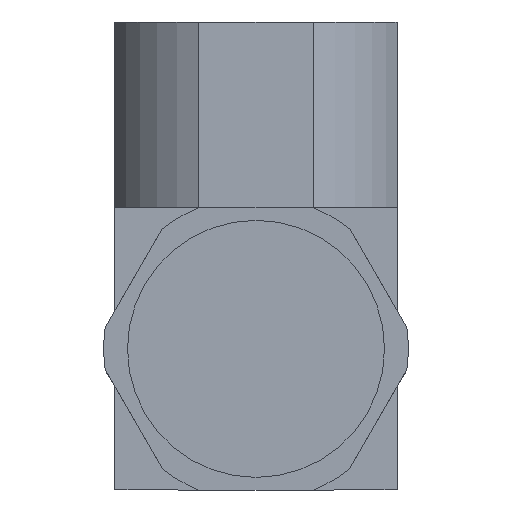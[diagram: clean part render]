
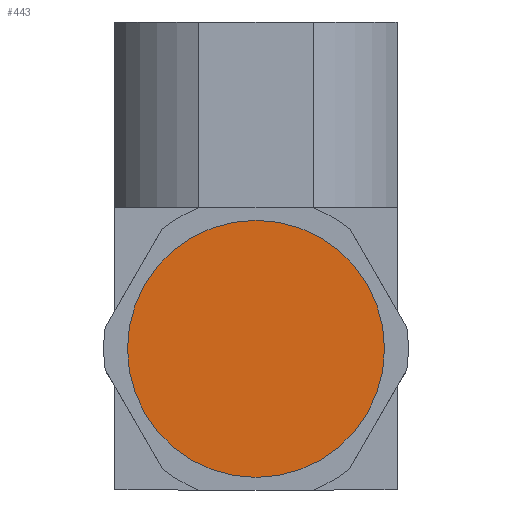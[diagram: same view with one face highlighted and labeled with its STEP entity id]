
A CAD part, front view. The second image highlights one B-rep face of the part: STEP entity #443.
In plain terms, the highlighted planar face has unit normal (0, -1, 0).
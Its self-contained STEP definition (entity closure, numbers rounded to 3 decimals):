
#1 = CARTESIAN_POINT ( 'NONE',  ( 0., 0., 0. ) ) ;
#134 = DIRECTION ( 'NONE',  ( 0., 0., 1. ) ) ;
#212 = CARTESIAN_POINT ( 'NONE',  ( 0., 0., 8.65 ) ) ;
#356 = AXIS2_PLACEMENT_3D ( 'NONE', #1190, #556, #1034 ) ;
#443 = ADVANCED_FACE ( 'NONE', ( #712 ), #1475, .F. ) ;
#444 = ORIENTED_EDGE ( 'NONE', *, *, #1001, .F. ) ;
#450 = CIRCLE ( 'NONE', #662, 8.65 ) ;
#492 = ORIENTED_EDGE ( 'NONE', *, *, #1072, .F. ) ;
#556 = DIRECTION ( 'NONE',  ( 0., 1., 0. ) ) ;
#662 = AXIS2_PLACEMENT_3D ( 'NONE', #1, #1313, #134 ) ;
#712 = FACE_OUTER_BOUND ( 'NONE', #1700, .T. ) ;
#746 = VERTEX_POINT ( 'NONE', #212 ) ;
#858 = CARTESIAN_POINT ( 'NONE',  ( 0., 0., -8.65 ) ) ;
#869 = CARTESIAN_POINT ( 'NONE',  ( 0., 0., 0. ) ) ;
#1001 = EDGE_CURVE ( 'NONE', #1080, #746, #450, .T. ) ;
#1034 = DIRECTION ( 'NONE',  ( 0., 0., 1. ) ) ;
#1072 = EDGE_CURVE ( 'NONE', #746, #1080, #1201, .T. ) ;
#1080 = VERTEX_POINT ( 'NONE', #858 ) ;
#1190 = CARTESIAN_POINT ( 'NONE',  ( 0., 0., 0. ) ) ;
#1201 = CIRCLE ( 'NONE', #356, 8.65 ) ;
#1313 = DIRECTION ( 'NONE',  ( 0., 1., 0. ) ) ;
#1475 = PLANE ( 'NONE',  #1541 ) ;
#1541 = AXIS2_PLACEMENT_3D ( 'NONE', #869, #1902, #1792 ) ;
#1700 = EDGE_LOOP ( 'NONE', ( #444, #492 ) ) ;
#1792 = DIRECTION ( 'NONE',  ( 0., 0., 1. ) ) ;
#1902 = DIRECTION ( 'NONE',  ( 0., 1., 0. ) ) ;
